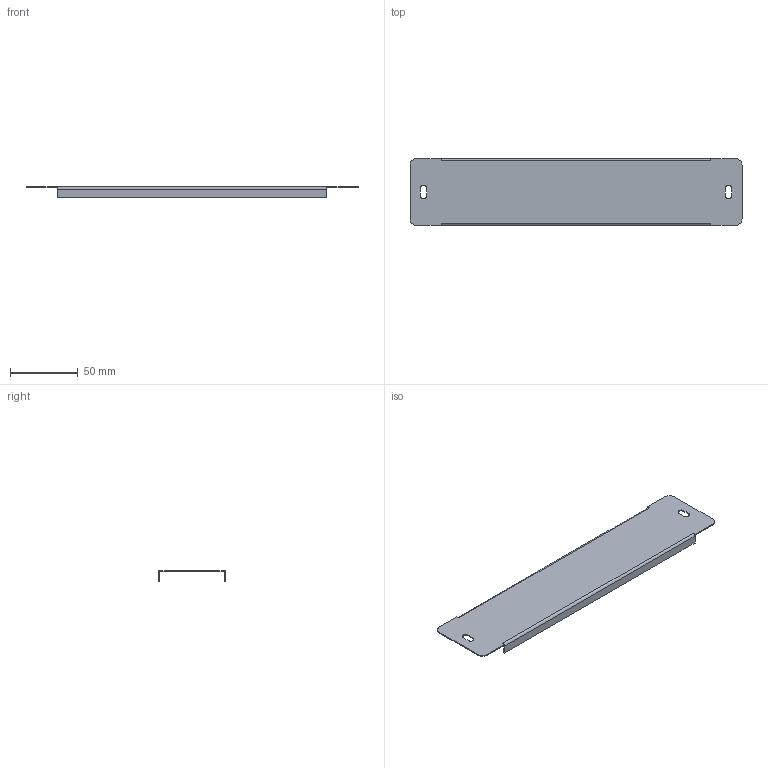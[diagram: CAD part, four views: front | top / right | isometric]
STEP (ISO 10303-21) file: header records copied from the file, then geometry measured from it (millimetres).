
FILE_DESCRIPTION (( 'STEP AP203' ), '1' );
FILE_NAME ('ïàíåëü çàãëóøêà êîìïåíñàöèîííàÿ.STEP', '2024-02-04T18:09:17', ( '' ), ( '' ), 'SwSTEP 2.0', 'SolidWorks 2022', '' );
FILE_SCHEMA (( 'CONFIG_CONTROL_DESIGN' ));
Length unit declared in the file: millimetre
Products named in the file (1): панель заглушка компенсационная
Bounding box: 245 x 49.4 x 8 mm (x, y, z)
Volume: 11695 mm3; surface area: 29768.6 mm2
Topology: 1 solids, 1 shells, 42 faces, 108 edges, 68 vertices
Faces by surface type: plane 30, cylinder 12
Entity records: 1349 total; most frequent: DIRECTION 222, CARTESIAN_POINT 219, ORIENTED_EDGE 216, EDGE_CURVE 108, VECTOR 80, LINE 80, AXIS2_PLACEMENT_3D 71, VERTEX_POINT 68
